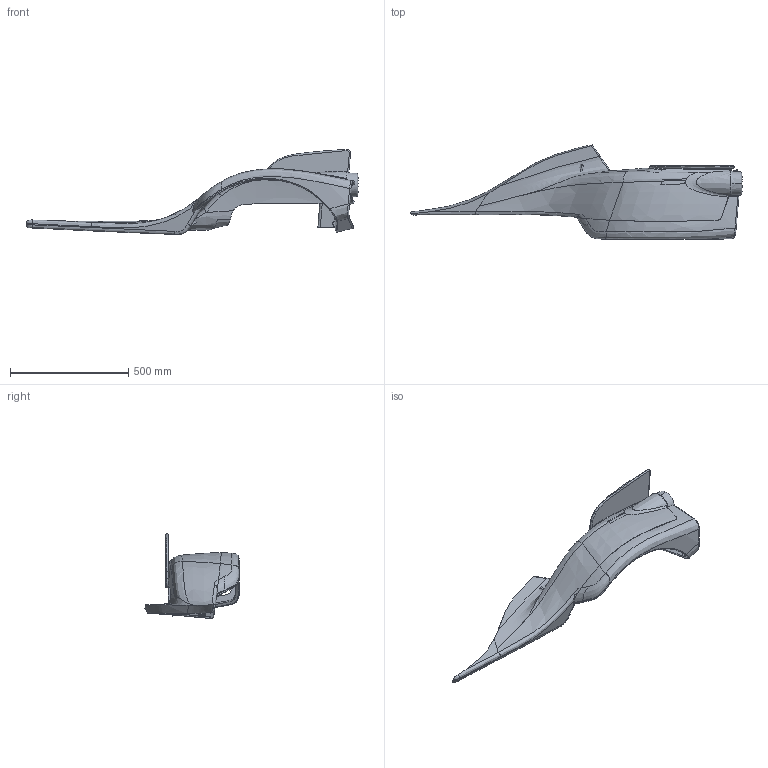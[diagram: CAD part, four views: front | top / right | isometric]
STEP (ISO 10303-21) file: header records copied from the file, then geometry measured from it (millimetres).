
FILE_DESCRIPTION(/* description */ (''),/* implementation_level */ '2;1');
FILE_NAME(/* name */ '24ec2cb6-6308-430d-8285-4e971e2dd976',/* time_stamp */ '2021-11-06T15:29:03+09:00',/* author */ (''),/* organization */ (''),/* preprocessor_version */ 'ST-DEVELOPER v16.5',/* originating_system */ '',/* authorisation */ '');
FILE_SCHEMA (('CONFIG_CONTROL_DESIGN'));
Length unit declared in the file: millimetre
Products named in the file (1): Document
Bounding box: 1404.63 x 398.38 x 359.71 mm (x, y, z)
Volume: 13383241.2 mm3; surface area: 1282142.1 mm2
Topology: 4 solids, 7 shells, 171 faces, 456 edges, 291 vertices
Faces by surface type: bspline 147, plane 13, cylinder 11
Entity records: 27721 total; most frequent: CARTESIAN_POINT 24904, ORIENTED_EDGE 876, EDGE_CURVE 456, B_SPLINE_CURVE_WITH_KNOTS 385, VERTEX_POINT 291, ADVANCED_FACE 171, FACE_OUTER_BOUND 171, EDGE_LOOP 171
